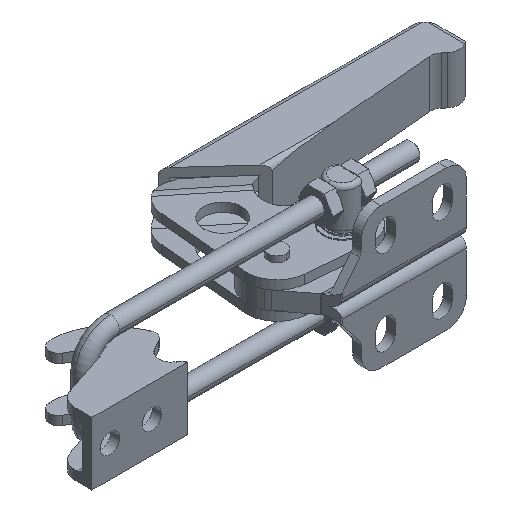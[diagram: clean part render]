
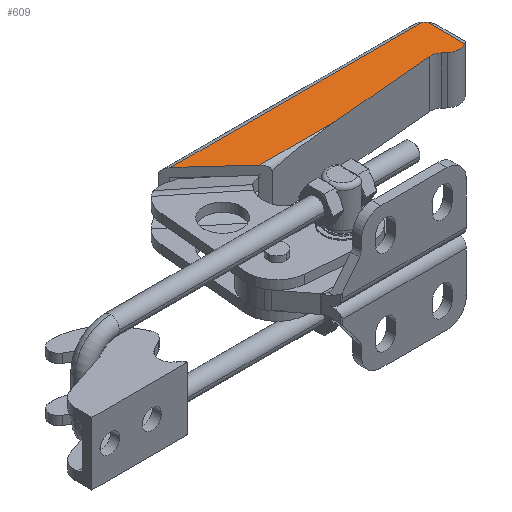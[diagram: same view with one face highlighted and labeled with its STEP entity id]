
A CAD part, isometric view. The second image highlights one B-rep face of the part: STEP entity #609.
In plain terms, the highlighted planar face has unit normal (0, 0, 1).
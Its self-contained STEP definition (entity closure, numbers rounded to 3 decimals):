
#609 = ADVANCED_FACE( '', ( #1341 ), #1342, .T. );
#1341 = FACE_OUTER_BOUND( '', #2078, .T. );
#1342 = PLANE( '', #2079 );
#2078 = EDGE_LOOP( '', ( #4853, #4854, #4855, #4856, #4857, #4858, #4859, #4860, #4861 ) );
#2079 = AXIS2_PLACEMENT_3D( '', #4862, #4863, #4864 );
#4853 = ORIENTED_EDGE( '', *, *, #5745, .T. );
#4854 = ORIENTED_EDGE( '', *, *, #5781, .F. );
#4855 = ORIENTED_EDGE( '', *, *, #5782, .F. );
#4856 = ORIENTED_EDGE( '', *, *, #5783, .F. );
#4857 = ORIENTED_EDGE( '', *, *, #5784, .F. );
#4858 = ORIENTED_EDGE( '', *, *, #5775, .T. );
#4859 = ORIENTED_EDGE( '', *, *, #5767, .F. );
#4860 = ORIENTED_EDGE( '', *, *, #5748, .F. );
#4861 = ORIENTED_EDGE( '', *, *, #5772, .F. );
#4862 = CARTESIAN_POINT( '', ( 23.438, 45.509, 31.501 ) );
#4863 = DIRECTION( '', ( 0., 0., 1. ) );
#4864 = DIRECTION( '', ( 1., 0., 0. ) );
#5745 = EDGE_CURVE( '', #7162, #7159, #7163, .T. );
#5748 = EDGE_CURVE( '', #7165, #7168, #7169, .T. );
#5767 = EDGE_CURVE( '', #7168, #7201, #7202, .T. );
#5772 = EDGE_CURVE( '', #7162, #7165, #7209, .T. );
#5775 = EDGE_CURVE( '', #7214, #7201, #7215, .T. );
#5781 = EDGE_CURVE( '', #7223, #7159, #7224, .T. );
#5782 = EDGE_CURVE( '', #7225, #7223, #7226, .T. );
#5783 = EDGE_CURVE( '', #7227, #7225, #7228, .T. );
#5784 = EDGE_CURVE( '', #7214, #7227, #7229, .T. );
#7159 = VERTEX_POINT( '', #10282 );
#7162 = VERTEX_POINT( '', #10285 );
#7163 = LINE( '', #10286, #10287 );
#7165 = VERTEX_POINT( '', #10289 );
#7168 = VERTEX_POINT( '', #10292 );
#7169 = LINE( '', #10293, #10294 );
#7201 = VERTEX_POINT( '', #10390 );
#7202 = CIRCLE( '', #10391, 8. );
#7209 = LINE( '', #10450, #10451 );
#7214 = VERTEX_POINT( '', #10457 );
#7215 = LINE( '', #10458, #10459 );
#7223 = VERTEX_POINT( '', #10503 );
#7224 = LINE( '', #10504, #10505 );
#7225 = VERTEX_POINT( '', #10506 );
#7226 = CIRCLE( '', #10507, 4. );
#7227 = VERTEX_POINT( '', #10508 );
#7228 = LINE( '', #10509, #10510 );
#7229 = CIRCLE( '', #10511, 4.5 );
#10282 = CARTESIAN_POINT( '', ( 46.298, 47.509, 31.501 ) );
#10285 = CARTESIAN_POINT( '', ( 21.24, 47.509, 31.501 ) );
#10286 = CARTESIAN_POINT( '', ( 47.046, 47.509, 31.501 ) );
#10287 = VECTOR( '', #11888, 1. );
#10289 = CARTESIAN_POINT( '', ( 5.714, 61.639, 31.501 ) );
#10292 = CARTESIAN_POINT( '', ( 89.871, 61.639, 31.501 ) );
#10293 = CARTESIAN_POINT( '', ( 47.046, 61.639, 31.501 ) );
#10294 = VECTOR( '', #11895, 1. );
#10390 = CARTESIAN_POINT( '', ( 90.575, 60.936, 31.501 ) );
#10391 = AXIS2_PLACEMENT_3D( '', #11924, #11925, #11926 );
#10450 = CARTESIAN_POINT( '', ( 3.516, 63.64, 31.501 ) );
#10451 = VECTOR( '', #11929, 1. );
#10457 = CARTESIAN_POINT( '', ( 90.575, 48.324, 31.501 ) );
#10458 = CARTESIAN_POINT( '', ( 90.575, 54.575, 31.501 ) );
#10459 = VECTOR( '', #11934, 1. );
#10503 = CARTESIAN_POINT( '', ( 81.08, 50.552, 31.501 ) );
#10504 = CARTESIAN_POINT( '', ( 23.438, 45.509, 31.501 ) );
#10505 = VECTOR( '', #11940, 1. );
#10506 = CARTESIAN_POINT( '', ( 84.033, 49.604, 31.501 ) );
#10507 = AXIS2_PLACEMENT_3D( '', #11941, #11942, #11943 );
#10508 = CARTESIAN_POINT( '', ( 85.145, 48.65, 31.501 ) );
#10509 = CARTESIAN_POINT( '', ( 84.033, 49.604, 31.501 ) );
#10510 = VECTOR( '', #11944, 1. );
#10511 = AXIS2_PLACEMENT_3D( '', #11945, #11946, #11947 );
#11888 = DIRECTION( '', ( 1., 0., 0. ) );
#11895 = DIRECTION( '', ( 1., 0., 0. ) );
#11924 = CARTESIAN_POINT( '', ( 84.579, 55.64, 31.501 ) );
#11925 = DIRECTION( '', ( 0., 0., -1. ) );
#11926 = DIRECTION( '', ( 1., 0., 0. ) );
#11929 = DIRECTION( '', ( -0.74, 0.673, 0. ) );
#11934 = DIRECTION( '', ( 0., 1., 0. ) );
#11940 = DIRECTION( '', ( -0.996, -0.087, 0. ) );
#11941 = CARTESIAN_POINT( '', ( 81.429, 46.568, 31.501 ) );
#11942 = DIRECTION( '', ( 0., 0., 1. ) );
#11943 = DIRECTION( '', ( -0.087, 0.996, 0. ) );
#11944 = DIRECTION( '', ( -0.759, 0.651, 0. ) );
#11945 = CARTESIAN_POINT( '', ( 88.075, 52.065, 31.501 ) );
#11946 = DIRECTION( '', ( 0., 0., -1. ) );
#11947 = DIRECTION( '', ( -0.651, -0.759, 0. ) );
